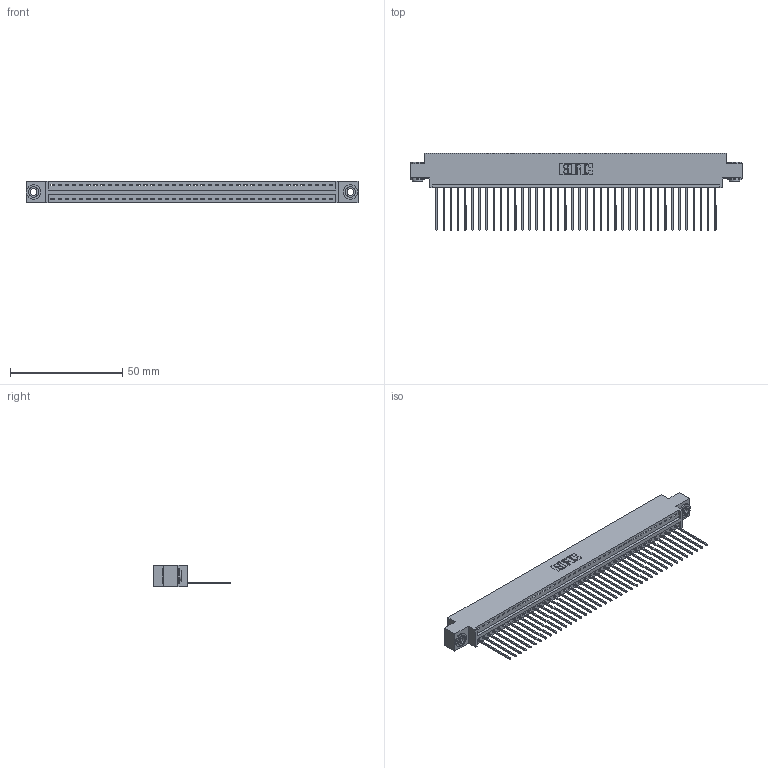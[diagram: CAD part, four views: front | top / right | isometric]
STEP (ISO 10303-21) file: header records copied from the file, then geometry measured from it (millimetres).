
FILE_DESCRIPTION (( 'STEP AP203' ), '1' );
FILE_NAME ('346-040-541-603.STEP', '2018-08-24T09:48:56', ( '' ), ( '' ), 'SwSTEP 2.0', 'SolidWorks 2016', '' );
FILE_SCHEMA (( 'CONFIG_CONTROL_DESIGN' ));
Length unit declared in the file: inch
Products named in the file (4): 346 Part_0.170 Offset - 0.156 Dia-TH; 345-292-001_345-293-141; 345-250-002_345-250-002-102; 346-040-541-603
Assembly tree (43 placements, depth 2):
  346-040-541-603
    346 Part_0.170 Offset - 0.156 Dia-TH
    345-292-001_345-293-141  x40
    345-250-002_345-250-002-102  x2
Bounding box: 147.57 x 34.29 x 9.4 mm (x, y, z)
Volume: 14109.1 mm3; surface area: 18781 mm2
Topology: 43 solids, 43 shells, 2484 faces, 7457 edges, 4914 vertices
Faces by surface type: plane 1690, cylinder 786, cone 8
Entity records: 25894 total; most frequent: CARTESIAN_POINT 4419, ORIENTED_EDGE 4386, DIRECTION 3931, EDGE_CURVE 2193, VECTOR 1877, LINE 1877, VERTEX_POINT 1458, AXIS2_PLACEMENT_3D 1027
